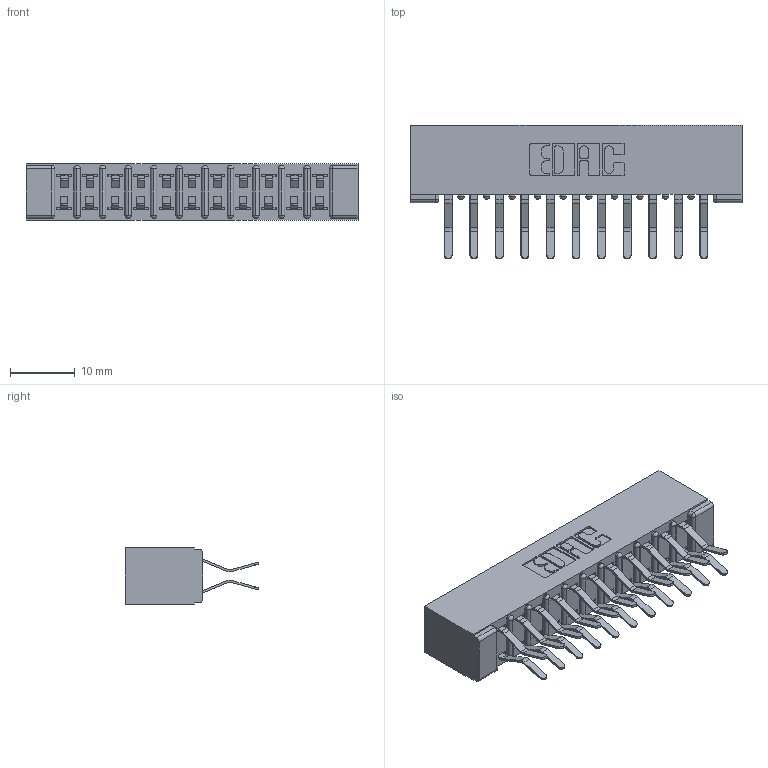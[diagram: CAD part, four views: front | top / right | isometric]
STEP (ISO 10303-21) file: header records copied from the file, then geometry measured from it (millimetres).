
FILE_DESCRIPTION (( 'STEP AP203' ), '1' );
FILE_NAME ('357-022-460-201.STEP', '2020-10-03T00:11:06', ( '' ), ( '' ), 'SwSTEP 2.0', 'SolidWorks 2020', '' );
FILE_SCHEMA (( 'CONFIG_CONTROL_DESIGN' ));
Length unit declared in the file: inch
Products named in the file (3): 307 Part_No Mounting Lugs; 357-022-460-201; 307-290-001_560
Assembly tree (23 placements, depth 2):
  357-022-460-201
    307 Part_No Mounting Lugs
    307-290-001_560  x22
Bounding box: 51.46 x 20.73 x 8.71 mm (x, y, z)
Volume: 3627.8 mm3; surface area: 6471.2 mm2
Topology: 23 solids, 23 shells, 1222 faces, 3423 edges, 2218 vertices
Faces by surface type: plane 792, cylinder 406, sphere 24
Entity records: 13430 total; most frequent: CARTESIAN_POINT 2203, ORIENTED_EDGE 2178, DIRECTION 2171, EDGE_CURVE 1089, VECTOR 823, LINE 823, VERTEX_POINT 706, AXIS2_PLACEMENT_3D 674
